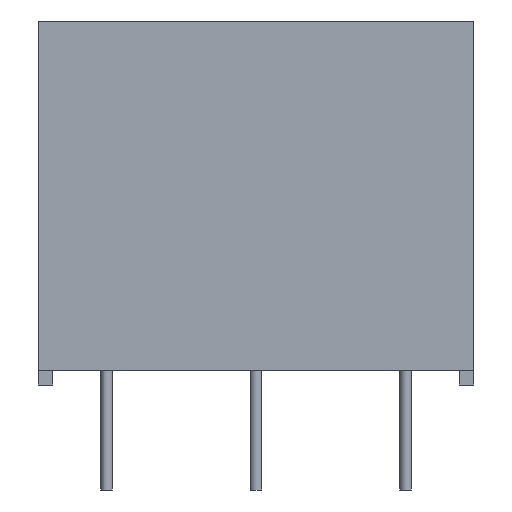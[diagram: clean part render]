
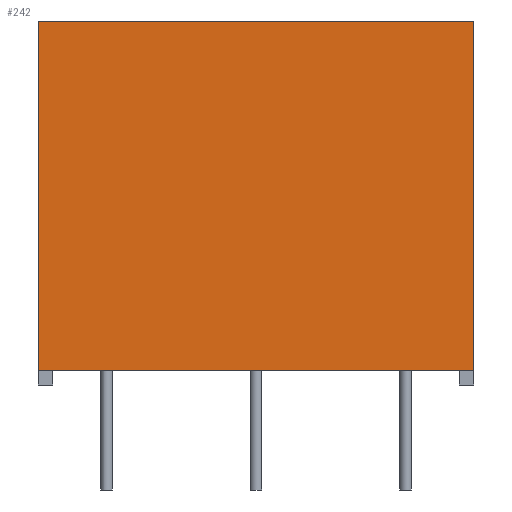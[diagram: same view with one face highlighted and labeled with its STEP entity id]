
A CAD part, left-side view. The second image highlights one B-rep face of the part: STEP entity #242.
In plain terms, the highlighted planar face has unit normal (-1, 0, 0).
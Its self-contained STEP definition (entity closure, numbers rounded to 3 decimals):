
#242 = ADVANCED_FACE( '', ( #638 ), #639, .F. );
#638 = FACE_OUTER_BOUND( '', #1211, .T. );
#639 = PLANE( '', #1212 );
#1211 = EDGE_LOOP( '', ( #1965, #1966, #1967, #1968 ) );
#1212 = AXIS2_PLACEMENT_3D( '', #1969, #1970, #1971 );
#1965 = ORIENTED_EDGE( '', *, *, #3709, .T. );
#1966 = ORIENTED_EDGE( '', *, *, #3825, .F. );
#1967 = ORIENTED_EDGE( '', *, *, #3826, .F. );
#1968 = ORIENTED_EDGE( '', *, *, #3827, .T. );
#1969 = CARTESIAN_POINT( '', ( -16.85, 11.1, 17.75 ) );
#1970 = DIRECTION( '', ( 1., 0., 0. ) );
#1971 = DIRECTION( '', ( 0., 0., -1. ) );
#3709 = EDGE_CURVE( '', #4330, #4328, #4331, .T. );
#3825 = EDGE_CURVE( '', #4535, #4328, #4536, .T. );
#3826 = EDGE_CURVE( '', #4537, #4535, #4538, .T. );
#3827 = EDGE_CURVE( '', #4537, #4330, #4539, .T. );
#4328 = VERTEX_POINT( '', #5239 );
#4330 = VERTEX_POINT( '', #5242 );
#4331 = LINE( '', #5243, #5244 );
#4535 = VERTEX_POINT( '', #5693 );
#4536 = LINE( '', #5694, #5695 );
#4537 = VERTEX_POINT( '', #5696 );
#4538 = LINE( '', #5697, #5698 );
#4539 = LINE( '', #5699, #5700 );
#5239 = CARTESIAN_POINT( '', ( -16.85, -11.1, 0. ) );
#5242 = CARTESIAN_POINT( '', ( -16.85, 11.1, 0. ) );
#5243 = CARTESIAN_POINT( '', ( -16.85, 11.1, 0. ) );
#5244 = VECTOR( '', #7500, 1000. );
#5693 = CARTESIAN_POINT( '', ( -16.85, -11.1, 17.75 ) );
#5694 = CARTESIAN_POINT( '', ( -16.85, -11.1, 17.75 ) );
#5695 = VECTOR( '', #7554, 1000. );
#5696 = CARTESIAN_POINT( '', ( -16.85, 11.1, 17.75 ) );
#5697 = CARTESIAN_POINT( '', ( -16.85, 11.1, 17.75 ) );
#5698 = VECTOR( '', #7555, 1000. );
#5699 = CARTESIAN_POINT( '', ( -16.85, 11.1, 17.75 ) );
#5700 = VECTOR( '', #7556, 1000. );
#7500 = DIRECTION( '', ( 0., -1., 0. ) );
#7554 = DIRECTION( '', ( 0., 0., -1. ) );
#7555 = DIRECTION( '', ( 0., -1., 0. ) );
#7556 = DIRECTION( '', ( 0., 0., -1. ) );
